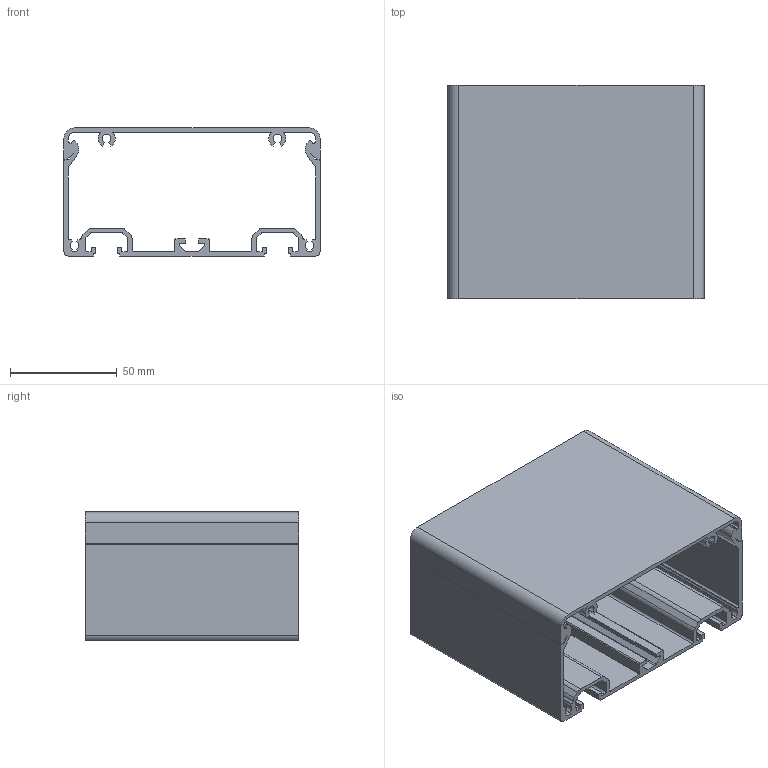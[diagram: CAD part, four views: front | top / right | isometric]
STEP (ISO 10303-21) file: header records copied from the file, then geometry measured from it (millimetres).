
FILE_DESCRIPTION(/* description */ (''),/* implementation_level */ '2;1');
FILE_NAME(/* name */ 'ACO060120.step',/* time_stamp */ '2024-04-29T16:20:21+01:00',/* author */ ('project'),/* organization */ (''),/* preprocessor_version */ 'ST-DEVELOPER v19',/* originating_system */ 'Autodesk Inventor 2023',/* authorisation */ '');
FILE_SCHEMA (('AUTOMOTIVE_DESIGN { 1 0 10303 214 3 1 1 }'));
Length unit declared in the file: metre
Products named in the file (1): ACO060120
Bounding box: 120 x 100 x 60 mm (x, y, z)
Volume: 103438.7 mm3; surface area: 95126 mm2
Topology: 1 solids, 1 shells, 168 faces, 498 edges, 332 vertices
Faces by surface type: plane 98, cylinder 70
Entity records: 5706 total; most frequent: CARTESIAN_POINT 999, ORIENTED_EDGE 996, DIRECTION 976, EDGE_CURVE 498, LINE 358, VECTOR 358, VERTEX_POINT 332, AXIS2_PLACEMENT_3D 309
